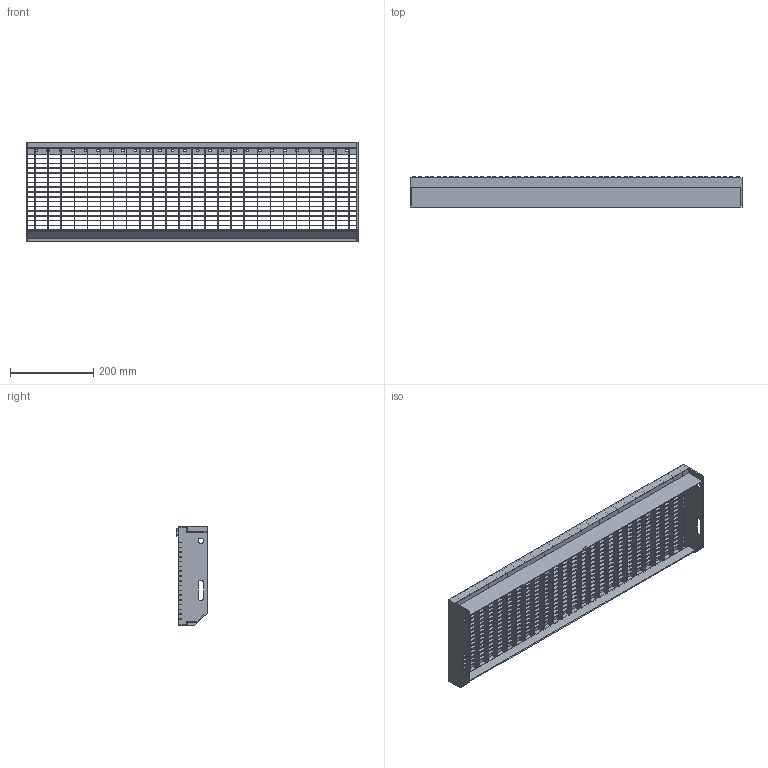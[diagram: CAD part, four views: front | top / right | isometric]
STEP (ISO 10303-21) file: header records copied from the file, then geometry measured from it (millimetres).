
FILE_DESCRIPTION (( 'STEP AP203' ), '1' );
FILE_NAME ('40.802431.7.step', '2015-10-04T07:13:39', ( '' ), ( '' ), 'SwSTEP 2.0', 'SolidWorks 2015', '' );
FILE_SCHEMA (( 'CONFIG_CONTROL_DESIGN' ));
Length unit declared in the file: millimetre
Products named in the file (1): 40.802431.7
Bounding box: 800 x 72.67 x 240 mm (x, y, z)
Volume: 743902.2 mm3; surface area: 895561.5 mm2
Topology: 34 solids, 34 shells, 868 faces, 2177 edges, 1434 vertices
Faces by surface type: plane 558, cylinder 116, cone 106, bspline 88
Entity records: 30996 total; most frequent: CARTESIAN_POINT 10040, ORIENTED_EDGE 4354, DIRECTION 4023, EDGE_CURVE 2177, LINE 1541, VECTOR 1541, VERTEX_POINT 1434, AXIS2_PLACEMENT_3D 1241
